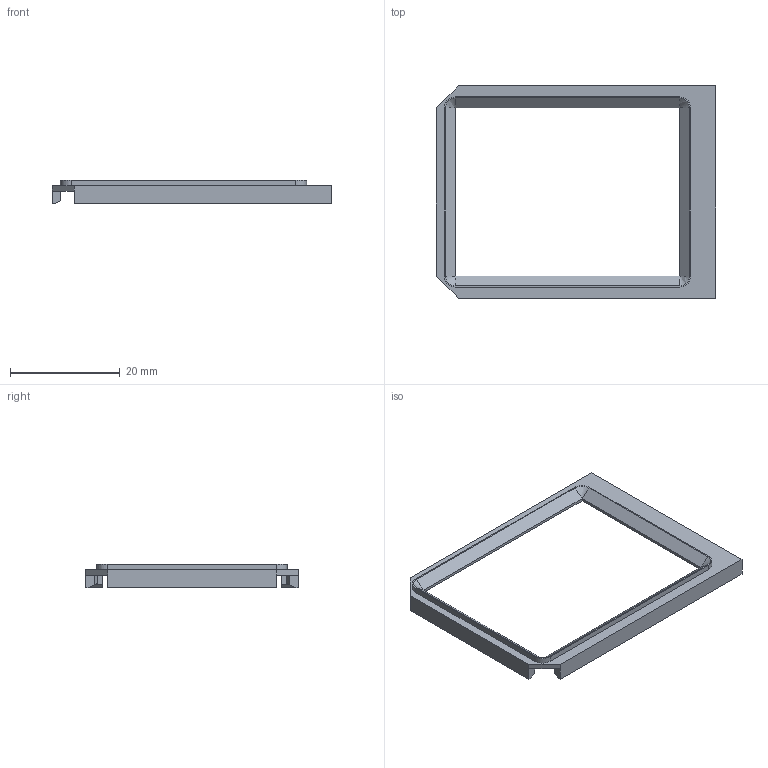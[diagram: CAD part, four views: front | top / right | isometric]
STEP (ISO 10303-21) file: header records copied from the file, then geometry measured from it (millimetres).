
FILE_DESCRIPTION(('FreeCAD Model'),'2;1');
FILE_NAME('Open CASCADE Shape Model','2024-12-09T14:34:46',('FreeCAD'),( 'FreeCAD'),'Open CASCADE STEP processor 7.7','FreeCAD','Unknown');
FILE_SCHEMA(('AUTOMOTIVE_DESIGN { 1 0 10303 214 1 1 1 1 }'));
Length unit declared in the file: millimetre
Products named in the file (1): Open CASCADE STEP translator 7.7 1
Bounding box: 50.8 x 38.6 x 4.3 mm (x, y, z)
Volume: 1207.1 mm3; surface area: 2428.6 mm2
Topology: 1 solids, 1 shells, 76 faces, 205 edges, 132 vertices
Faces by surface type: plane 68, cylinder 4, revolution 4
Entity records: 2355 total; most frequent: CARTESIAN_POINT 418, ORIENTED_EDGE 410, DIRECTION 371, EDGE_CURVE 205, LINE 197, VECTOR 197, VERTEX_POINT 132, AXIS2_PLACEMENT_3D 85
